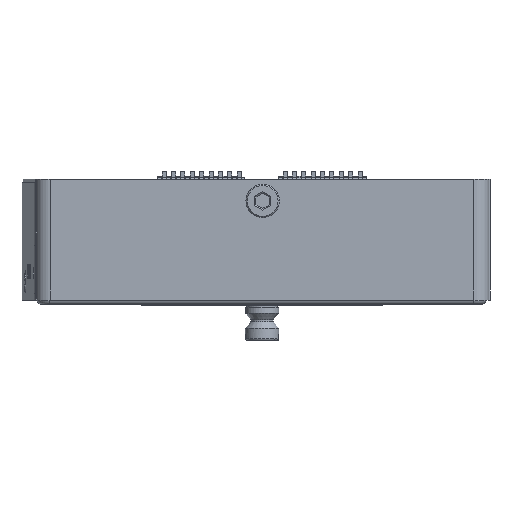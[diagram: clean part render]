
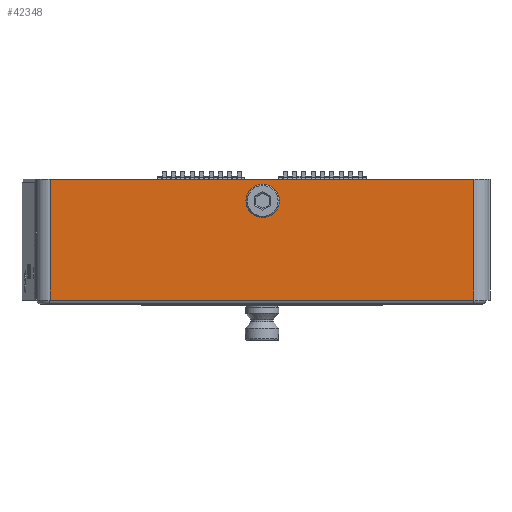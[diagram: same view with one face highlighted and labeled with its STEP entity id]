
A CAD part, left-side view. The second image highlights one B-rep face of the part: STEP entity #42348.
In plain terms, the highlighted planar face has unit normal (-1, 0, 0).
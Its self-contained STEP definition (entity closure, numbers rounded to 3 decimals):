
#20 = VERTEX_POINT ( 'NONE', #9080 ) ;
#55 = LINE ( 'NONE', #34985, #17870 ) ;
#3226 = LINE ( 'NONE', #5464, #28938 ) ;
#3445 = VECTOR ( 'NONE', #24103, 1000. ) ;
#3827 = CARTESIAN_POINT ( 'NONE',  ( -86., 4.5, -11.25 ) ) ;
#4438 = CARTESIAN_POINT ( 'NONE',  ( -86., 43.9, 7.25 ) ) ;
#5464 = CARTESIAN_POINT ( 'NONE',  ( -86., 4.5, -11.25 ) ) ;
#5800 = CARTESIAN_POINT ( 'NONE',  ( -86., 4.5, -11.25 ) ) ;
#6104 = ORIENTED_EDGE ( 'NONE', *, *, #41202, .T. ) ;
#7596 = AXIS2_PLACEMENT_3D ( 'NONE', #4438, #27926, #7805 ) ;
#7805 = DIRECTION ( 'NONE',  ( 0., 1., 0. ) ) ;
#7904 = EDGE_CURVE ( 'NONE', #20, #33083, #55, .T. ) ;
#8379 = DIRECTION ( 'NONE',  ( 0., 0., 1. ) ) ;
#8530 = CARTESIAN_POINT ( 'NONE',  ( -86., 4.5, -11.25 ) ) ;
#9080 = CARTESIAN_POINT ( 'NONE',  ( -86., 83.5, 11.25 ) ) ;
#9147 = DIRECTION ( 'NONE',  ( 0., 0., 1. ) ) ;
#9161 = CARTESIAN_POINT ( 'NONE',  ( -86., 4.5, 11.25 ) ) ;
#9196 = VECTOR ( 'NONE', #8379, 1000. ) ;
#10485 = CIRCLE ( 'NONE', #7596, 3.125 ) ;
#10530 = ORIENTED_EDGE ( 'NONE', *, *, #24554, .F. ) ;
#14093 = FACE_BOUND ( 'NONE', #27159, .T. ) ;
#14858 = DIRECTION ( 'NONE',  ( 0., -1., 0. ) ) ;
#15223 = EDGE_CURVE ( 'NONE', #20133, #20133, #10485, .T. ) ;
#15353 = ORIENTED_EDGE ( 'NONE', *, *, #36797, .T. ) ;
#16382 = CARTESIAN_POINT ( 'NONE',  ( -86., 47.025, 7.25 ) ) ;
#17870 = VECTOR ( 'NONE', #14858, 1000. ) ;
#18167 = LINE ( 'NONE', #38480, #9196 ) ;
#18812 = FACE_OUTER_BOUND ( 'NONE', #28323, .T. ) ;
#19494 = AXIS2_PLACEMENT_3D ( 'NONE', #5800, #29265, #9147 ) ;
#20133 = VERTEX_POINT ( 'NONE', #16382 ) ;
#22844 = VERTEX_POINT ( 'NONE', #8530 ) ;
#24103 = DIRECTION ( 'NONE',  ( 0., 0., 1. ) ) ;
#24554 = EDGE_CURVE ( 'NONE', #31936, #20, #18167, .T. ) ;
#26244 = ORIENTED_EDGE ( 'NONE', *, *, #15223, .T. ) ;
#27159 = EDGE_LOOP ( 'NONE', ( #26244 ) ) ;
#27926 = DIRECTION ( 'NONE',  ( 1., 0., 0. ) ) ;
#28323 = EDGE_LOOP ( 'NONE', ( #29400, #10530, #6104, #15353 ) ) ;
#28937 = DIRECTION ( 'NONE',  ( 0., -1., 0. ) ) ;
#28938 = VECTOR ( 'NONE', #28937, 1000. ) ;
#29265 = DIRECTION ( 'NONE',  ( -1., 0., 0. ) ) ;
#29400 = ORIENTED_EDGE ( 'NONE', *, *, #7904, .F. ) ;
#31287 = LINE ( 'NONE', #3827, #3445 ) ;
#31936 = VERTEX_POINT ( 'NONE', #37615 ) ;
#32523 = PLANE ( 'NONE',  #19494 ) ;
#33083 = VERTEX_POINT ( 'NONE', #9161 ) ;
#34985 = CARTESIAN_POINT ( 'NONE',  ( -86., 4.5, 11.25 ) ) ;
#36797 = EDGE_CURVE ( 'NONE', #22844, #33083, #31287, .T. ) ;
#37615 = CARTESIAN_POINT ( 'NONE',  ( -86., 83.5, -11.25 ) ) ;
#38480 = CARTESIAN_POINT ( 'NONE',  ( -86., 83.5, -11.25 ) ) ;
#41202 = EDGE_CURVE ( 'NONE', #31936, #22844, #3226, .T. ) ;
#42348 = ADVANCED_FACE ( 'NONE', ( #14093, #18812 ), #32523, .T. ) ;
